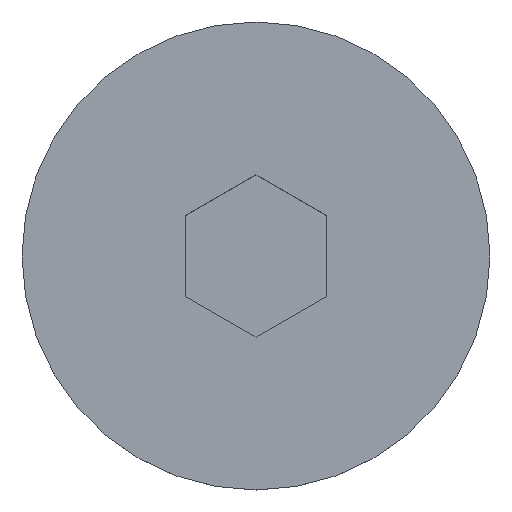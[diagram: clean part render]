
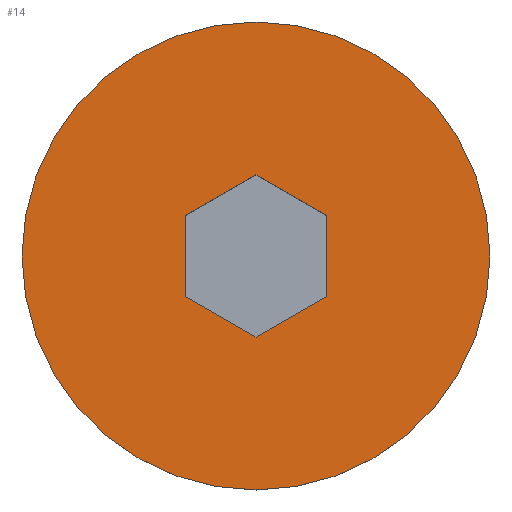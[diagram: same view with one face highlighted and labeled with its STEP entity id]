
A CAD part, top view. The second image highlights one B-rep face of the part: STEP entity #14.
In plain terms, the highlighted planar face has unit normal (0, 0, 1).
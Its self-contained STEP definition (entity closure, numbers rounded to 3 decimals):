
#9 = EDGE_CURVE ( 'NONE', #450, #250, #428, .T. ) ;
#14 = ADVANCED_FACE ( 'NONE', ( #156, #196 ), #425, .T. ) ;
#15 = DIRECTION ( 'NONE',  ( 1., 0., 0. ) ) ;
#37 = VECTOR ( 'NONE', #53, 1000. ) ;
#39 = VERTEX_POINT ( 'NONE', #346 ) ;
#50 = LINE ( 'NONE', #137, #445 ) ;
#53 = DIRECTION ( 'NONE',  ( 0., 1., 0. ) ) ;
#56 = CARTESIAN_POINT ( 'NONE',  ( 0., 0., 0. ) ) ;
#77 = VERTEX_POINT ( 'NONE', #114 ) ;
#83 = CARTESIAN_POINT ( 'NONE',  ( 2.5, 0., 0. ) ) ;
#84 = DIRECTION ( 'NONE',  ( 1., 0., 0. ) ) ;
#96 = CARTESIAN_POINT ( 'NONE',  ( 0., 1.732, 0. ) ) ;
#102 = LINE ( 'NONE', #314, #249 ) ;
#114 = CARTESIAN_POINT ( 'NONE',  ( -1.5, -0.866, 0. ) ) ;
#126 = CARTESIAN_POINT ( 'NONE',  ( 0., 0., 0. ) ) ;
#131 = CARTESIAN_POINT ( 'NONE',  ( 0., -1.732, 0. ) ) ;
#133 = DIRECTION ( 'NONE',  ( 0.866, 0.5, 0. ) ) ;
#137 = CARTESIAN_POINT ( 'NONE',  ( 1.5, -0.866, 0. ) ) ;
#141 = EDGE_CURVE ( 'NONE', #250, #295, #102, .T. ) ;
#147 = ORIENTED_EDGE ( 'NONE', *, *, #344, .T. ) ;
#156 = FACE_BOUND ( 'NONE', #301, .T. ) ;
#160 = DIRECTION ( 'NONE',  ( 0., 0., -1. ) ) ;
#166 = EDGE_CURVE ( 'NONE', #438, #476, #253, .T. ) ;
#179 = EDGE_LOOP ( 'NONE', ( #460, #326 ) ) ;
#191 = AXIS2_PLACEMENT_3D ( 'NONE', #83, #226, #84 ) ;
#195 = LINE ( 'NONE', #96, #336 ) ;
#196 = FACE_OUTER_BOUND ( 'NONE', #179, .T. ) ;
#199 = DIRECTION ( 'NONE',  ( 0., -1., 0. ) ) ;
#203 = ORIENTED_EDGE ( 'NONE', *, *, #458, .T. ) ;
#206 = CARTESIAN_POINT ( 'NONE',  ( -5., 0., 0. ) ) ;
#216 = CIRCLE ( 'NONE', #423, 5. ) ;
#222 = DIRECTION ( 'NONE',  ( 0.866, -0.5, 0. ) ) ;
#226 = DIRECTION ( 'NONE',  ( 0., 0., 1. ) ) ;
#227 = VECTOR ( 'NONE', #222, 1000. ) ;
#238 = DIRECTION ( 'NONE',  ( 1., 0., 0. ) ) ;
#239 = AXIS2_PLACEMENT_3D ( 'NONE', #126, #160, #15 ) ;
#240 = DIRECTION ( 'NONE',  ( 0., 0., -1. ) ) ;
#249 = VECTOR ( 'NONE', #199, 1000. ) ;
#250 = VERTEX_POINT ( 'NONE', #321 ) ;
#253 = CIRCLE ( 'NONE', #239, 5. ) ;
#284 = EDGE_CURVE ( 'NONE', #39, #450, #195, .T. ) ;
#287 = ORIENTED_EDGE ( 'NONE', *, *, #380, .T. ) ;
#295 = VERTEX_POINT ( 'NONE', #487 ) ;
#301 = EDGE_LOOP ( 'NONE', ( #470, #147, #203, #287, #410, #316 ) ) ;
#304 = LINE ( 'NONE', #398, #37 ) ;
#310 = VERTEX_POINT ( 'NONE', #131 ) ;
#314 = CARTESIAN_POINT ( 'NONE',  ( 1.5, -0.866, 0. ) ) ;
#316 = ORIENTED_EDGE ( 'NONE', *, *, #9, .T. ) ;
#318 = CARTESIAN_POINT ( 'NONE',  ( 0., 1.732, 0. ) ) ;
#321 = CARTESIAN_POINT ( 'NONE',  ( 1.5, 0.866, 0. ) ) ;
#326 = ORIENTED_EDGE ( 'NONE', *, *, #166, .F. ) ;
#332 = CARTESIAN_POINT ( 'NONE',  ( 5., 0., 0. ) ) ;
#336 = VECTOR ( 'NONE', #133, 1000. ) ;
#344 = EDGE_CURVE ( 'NONE', #295, #310, #50, .T. ) ;
#346 = CARTESIAN_POINT ( 'NONE',  ( -1.5, 0.866, 0. ) ) ;
#364 = DIRECTION ( 'NONE',  ( -0.866, -0.5, 0. ) ) ;
#380 = EDGE_CURVE ( 'NONE', #77, #39, #304, .T. ) ;
#386 = EDGE_CURVE ( 'NONE', #476, #438, #216, .T. ) ;
#398 = CARTESIAN_POINT ( 'NONE',  ( -1.5, 0.866, 0. ) ) ;
#410 = ORIENTED_EDGE ( 'NONE', *, *, #284, .T. ) ;
#423 = AXIS2_PLACEMENT_3D ( 'NONE', #56, #240, #238 ) ;
#425 = PLANE ( 'NONE',  #191 ) ;
#428 = LINE ( 'NONE', #430, #227 ) ;
#430 = CARTESIAN_POINT ( 'NONE',  ( 1.5, 0.866, 0. ) ) ;
#437 = LINE ( 'NONE', #486, #457 ) ;
#438 = VERTEX_POINT ( 'NONE', #206 ) ;
#445 = VECTOR ( 'NONE', #364, 1000. ) ;
#450 = VERTEX_POINT ( 'NONE', #318 ) ;
#457 = VECTOR ( 'NONE', #478, 1000. ) ;
#458 = EDGE_CURVE ( 'NONE', #310, #77, #437, .T. ) ;
#460 = ORIENTED_EDGE ( 'NONE', *, *, #386, .F. ) ;
#470 = ORIENTED_EDGE ( 'NONE', *, *, #141, .T. ) ;
#476 = VERTEX_POINT ( 'NONE', #332 ) ;
#478 = DIRECTION ( 'NONE',  ( -0.866, 0.5, 0. ) ) ;
#486 = CARTESIAN_POINT ( 'NONE',  ( -1.5, -0.866, 0. ) ) ;
#487 = CARTESIAN_POINT ( 'NONE',  ( 1.5, -0.866, 0. ) ) ;
